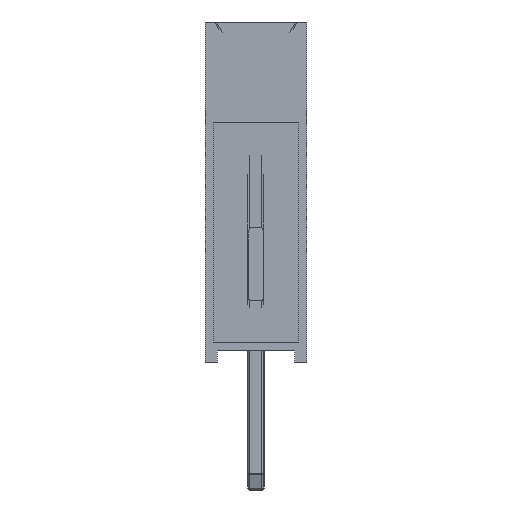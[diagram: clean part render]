
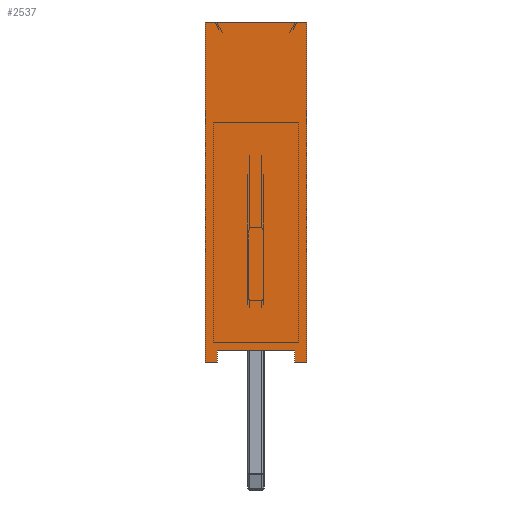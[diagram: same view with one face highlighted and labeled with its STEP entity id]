
A CAD part, left-side view. The second image highlights one B-rep face of the part: STEP entity #2537.
In plain terms, the highlighted planar face has unit normal (-1, 0, 0).
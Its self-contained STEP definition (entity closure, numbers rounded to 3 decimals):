
#441=FACE_OUTER_BOUND('',#592,.T.);
#592=EDGE_LOOP('',(#1693,#1694,#1695,#1696,#1697,#1698,#1699,#1700));
#758=LINE('',#3976,#944);
#760=LINE('',#3982,#946);
#763=LINE('',#3987,#949);
#768=LINE('',#4001,#954);
#769=LINE('',#4004,#955);
#772=LINE('',#4010,#958);
#773=LINE('',#4012,#959);
#774=LINE('',#4013,#960);
#944=VECTOR('',#3100,10.);
#946=VECTOR('',#3104,10.);
#949=VECTOR('',#3109,10.);
#954=VECTOR('',#3124,10.);
#955=VECTOR('',#3127,10.);
#958=VECTOR('',#3132,10.);
#959=VECTOR('',#3133,10.);
#960=VECTOR('',#3134,10.);
#1128=VERTEX_POINT('',#3970);
#1130=VERTEX_POINT('',#3974);
#1131=VERTEX_POINT('',#3978);
#1133=VERTEX_POINT('',#3981);
#1138=VERTEX_POINT('',#3999);
#1139=VERTEX_POINT('',#4003);
#1141=VERTEX_POINT('',#4009);
#1142=VERTEX_POINT('',#4011);
#1326=EDGE_CURVE('',#1128,#1130,#758,.T.);
#1328=EDGE_CURVE('',#1133,#1131,#760,.T.);
#1331=EDGE_CURVE('',#1130,#1133,#763,.T.);
#1340=EDGE_CURVE('',#1131,#1138,#768,.T.);
#1341=EDGE_CURVE('',#1139,#1128,#769,.T.);
#1344=EDGE_CURVE('',#1138,#1141,#772,.T.);
#1345=EDGE_CURVE('',#1142,#1141,#773,.T.);
#1346=EDGE_CURVE('',#1139,#1142,#774,.T.);
#1693=ORIENTED_EDGE('',*,*,#1326,.T.);
#1694=ORIENTED_EDGE('',*,*,#1331,.T.);
#1695=ORIENTED_EDGE('',*,*,#1328,.T.);
#1696=ORIENTED_EDGE('',*,*,#1340,.T.);
#1697=ORIENTED_EDGE('',*,*,#1344,.T.);
#1698=ORIENTED_EDGE('',*,*,#1345,.F.);
#1699=ORIENTED_EDGE('',*,*,#1346,.F.);
#1700=ORIENTED_EDGE('',*,*,#1341,.T.);
#2341=PLANE('',#2745);
#2537=ADVANCED_FACE('',(#441),#2341,.T.);
#2745=AXIS2_PLACEMENT_3D('',#4008,#3130,#3131);
#3100=DIRECTION('',(0.,0.,1.));
#3104=DIRECTION('',(0.,0.,-1.));
#3109=DIRECTION('',(0.,-1.,0.));
#3124=DIRECTION('',(0.,-1.,0.));
#3127=DIRECTION('',(0.,-1.,0.));
#3130=DIRECTION('center_axis',(-1.,0.,0.));
#3131=DIRECTION('ref_axis',(0.,-1.,0.));
#3132=DIRECTION('',(0.,0.,1.));
#3133=DIRECTION('',(0.,-1.,0.));
#3134=DIRECTION('',(0.,0.,1.));
#3970=CARTESIAN_POINT('',(-1.27,0.97,0.));
#3974=CARTESIAN_POINT('',(-1.27,0.97,0.3));
#3976=CARTESIAN_POINT('',(-1.27,0.97,0.));
#3978=CARTESIAN_POINT('',(-1.27,-0.97,0.));
#3981=CARTESIAN_POINT('',(-1.27,-0.97,0.3));
#3982=CARTESIAN_POINT('',(-1.27,-0.97,0.));
#3987=CARTESIAN_POINT('',(-1.27,0.635,0.3));
#3999=CARTESIAN_POINT('',(-1.27,-1.27,0.));
#4001=CARTESIAN_POINT('',(-1.27,1.27,0.));
#4003=CARTESIAN_POINT('',(-1.27,1.27,0.));
#4004=CARTESIAN_POINT('',(-1.27,1.27,0.));
#4008=CARTESIAN_POINT('Origin',(-1.27,1.27,0.));
#4009=CARTESIAN_POINT('',(-1.27,-1.27,8.5));
#4010=CARTESIAN_POINT('',(-1.27,-1.27,0.));
#4011=CARTESIAN_POINT('',(-1.27,1.27,8.5));
#4012=CARTESIAN_POINT('',(-1.27,1.27,8.5));
#4013=CARTESIAN_POINT('',(-1.27,1.27,0.));
